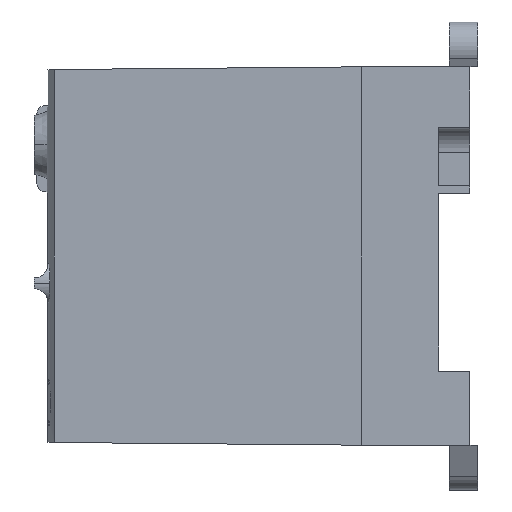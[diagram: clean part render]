
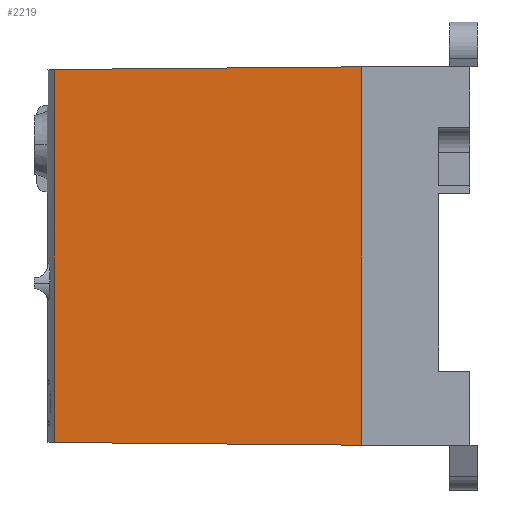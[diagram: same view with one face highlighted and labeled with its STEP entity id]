
A CAD part, left-side view. The second image highlights one B-rep face of the part: STEP entity #2219.
In plain terms, the highlighted planar face has unit normal (-1, 0.009, 0).
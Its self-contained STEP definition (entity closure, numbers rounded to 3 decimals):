
#2206=AXIS2_PLACEMENT_3D('Plane Axis2P3D',#2203,#2204,#2205) ;
#88=CARTESIAN_POINT('Vertex',(-37.412,226.543,-47.812)) ;
#91=CARTESIAN_POINT('Line Origine',(-37.412,226.543,0.)) ;
#95=CARTESIAN_POINT('Vertex',(-37.412,226.543,47.812)) ;
#1281=CARTESIAN_POINT('Vertex',(-38.1,147.7,48.5)) ;
#1284=CARTESIAN_POINT('Line Origine',(-38.1,147.7,0.)) ;
#1288=CARTESIAN_POINT('Vertex',(-38.1,147.7,-48.5)) ;
#2179=CARTESIAN_POINT('Line Origine',(-37.756,187.121,-48.156)) ;
#2203=CARTESIAN_POINT('Axis2P3D Location',(-38.1,147.7,0.)) ;
#2208=CARTESIAN_POINT('Line Origine',(-37.756,187.121,48.156)) ;
#92=DIRECTION('Vector Direction',(0.,0.,1.)) ;
#1285=DIRECTION('Vector Direction',(0.,0.,1.)) ;
#2180=DIRECTION('Vector Direction',(0.009,1.,0.009)) ;
#2204=DIRECTION('Axis2P3D Direction',(1.,-0.009,0.)) ;
#2205=DIRECTION('Axis2P3D XDirection',(0.009,1.,0.)) ;
#2209=DIRECTION('Vector Direction',(0.009,1.,-0.009)) ;
#93=VECTOR('Line Direction',#92,1.) ;
#1286=VECTOR('Line Direction',#1285,1.) ;
#2181=VECTOR('Line Direction',#2180,1.) ;
#2210=VECTOR('Line Direction',#2209,1.) ;
#2214=ORIENTED_EDGE('',*,*,#1290,.T.) ;
#2215=ORIENTED_EDGE('',*,*,#2212,.T.) ;
#2216=ORIENTED_EDGE('',*,*,#97,.F.) ;
#2217=ORIENTED_EDGE('',*,*,#2183,.F.) ;
#2219=ADVANCED_FACE('Comando motore diretto MOD',(#2218),#2207,.F.) ;
#97=EDGE_CURVE('',#89,#96,#94,.T.) ;
#1290=EDGE_CURVE('',#1289,#1282,#1287,.T.) ;
#2183=EDGE_CURVE('',#1289,#89,#2182,.T.) ;
#2212=EDGE_CURVE('',#1282,#96,#2211,.T.) ;
#2213=EDGE_LOOP('',(#2214,#2215,#2216,#2217)) ;
#2218=FACE_OUTER_BOUND('',#2213,.T.) ;
#94=LINE('Line',#91,#93) ;
#1287=LINE('Line',#1284,#1286) ;
#2182=LINE('Line',#2179,#2181) ;
#2211=LINE('Line',#2208,#2210) ;
#2207=PLANE('',#2206) ;
#89=VERTEX_POINT('',#88) ;
#96=VERTEX_POINT('',#95) ;
#1282=VERTEX_POINT('',#1281) ;
#1289=VERTEX_POINT('',#1288) ;
